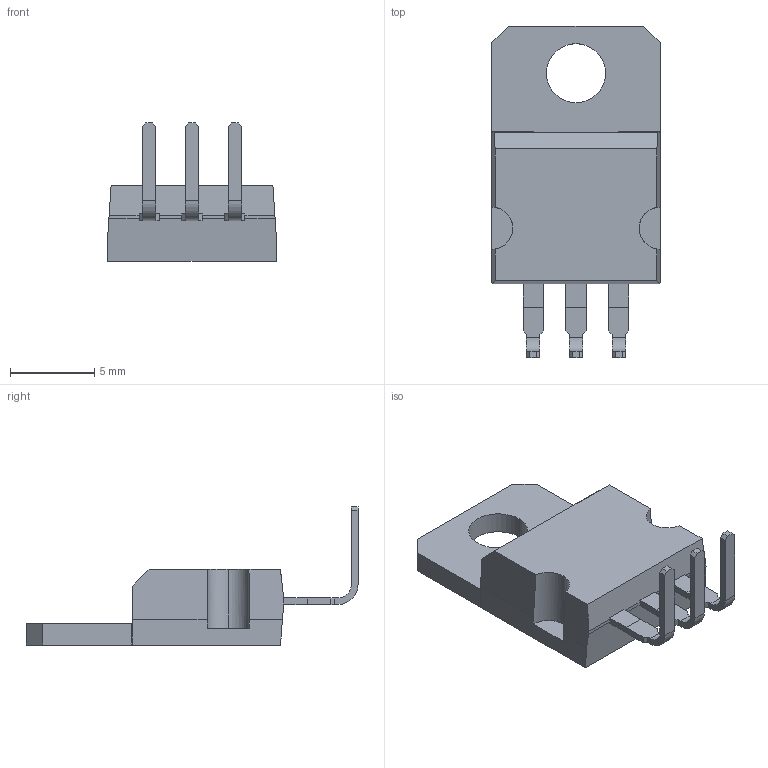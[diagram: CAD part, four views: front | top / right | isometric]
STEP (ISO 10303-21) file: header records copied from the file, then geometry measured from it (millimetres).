
FILE_DESCRIPTION (( 'STEP AP214' ), '1' );
FILE_NAME ('User Library-User Library-TO220 L.STEP', '2022-04-26T18:21:23', ( '' ), ( '' ), 'SwSTEP 2.0', 'SolidWorks 2021', '' );
FILE_SCHEMA (( 'AUTOMOTIVE_DESIGN' ));
Length unit declared in the file: millimetre
Products named in the file (1): User Library-User Library-TO220 L
Bounding box: 10 x 19.7 x 8.2 mm (x, y, z)
Volume: 453.2 mm3; surface area: 568.3 mm2
Topology: 4 solids, 4 shells, 96 faces, 264 edges, 176 vertices
Faces by surface type: plane 85, cylinder 11
Entity records: 3933 total; most frequent: CARTESIAN_POINT 549, ORIENTED_EDGE 528, DIRECTION 476, EDGE_CURVE 264, LINE 238, VECTOR 238, VERTEX_POINT 176, AXIS2_PLACEMENT_3D 119
